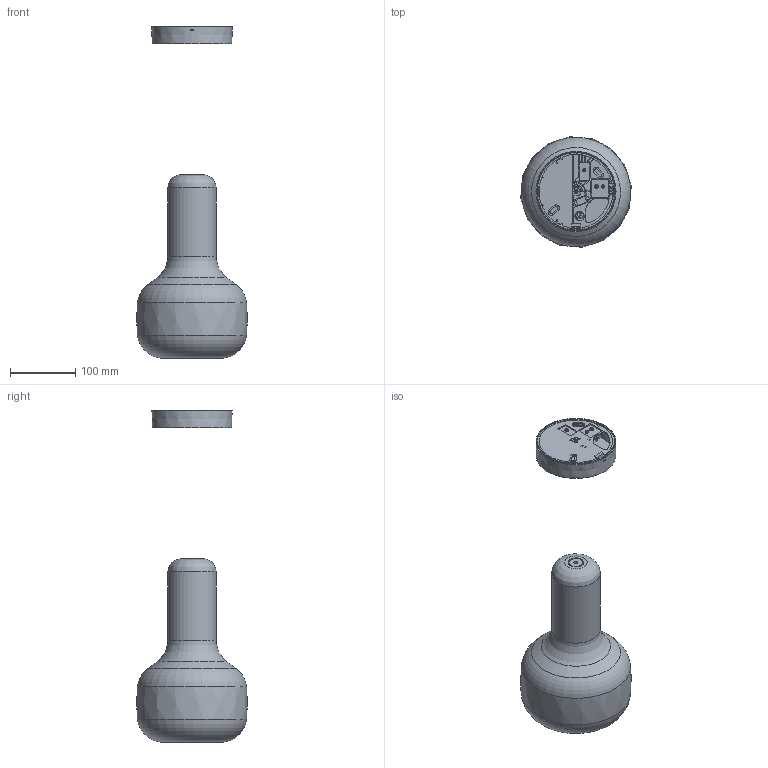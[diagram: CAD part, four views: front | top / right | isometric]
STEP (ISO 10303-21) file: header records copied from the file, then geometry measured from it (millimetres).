
FILE_DESCRIPTION(/* description */ ('This is a sample STEP configuration'),/* implementation_level */ '2;1');
FILE_NAME(/* name */ '257-02111xxxxxxxx _Simple.ipt_Rev_00.stp',/* time_stamp */ '2022-04-13T15:12:43+02:00',/* author */ ('powerJobs'),/* organization */ ('coolOrange'),/* preprocessor_version */ 'ST-DEVELOPER v18.1',/* originating_system */ 'Autodesk Inventor 2020',/* authorisation */ '');
FILE_SCHEMA (('AUTOMOTIVE_DESIGN { 1 0 10303 214 3 1 1 }'));
Length unit declared in the file: millimetre
Products named in the file (1): ENG000025786
Bounding box: 168.88 x 168.88 x 507.1 mm (x, y, z)
Volume: 701826.3 mm3; surface area: 354093.6 mm2
Topology: 4 solids, 4 shells, 1235 faces, 3514 edges, 2298 vertices
Faces by surface type: plane 732, bspline 201, cylinder 142, cone 96, torus 48, sphere 16
Full cylindrical faces by diameter (mm): 2.459 x1, 4 x1, 4.4 x1, 5.7 x1, 24 x1, 50.75 x1, 52.75 x1, 65 x1, 74 x1
Entity records: 50081 total; most frequent: CARTESIAN_POINT 18071, ORIENTED_EDGE 7010, DIRECTION 5577, EDGE_CURVE 3505, VERTEX_POINT 2298, LINE 2025, VECTOR 2025, AXIS2_PLACEMENT_3D 1776
